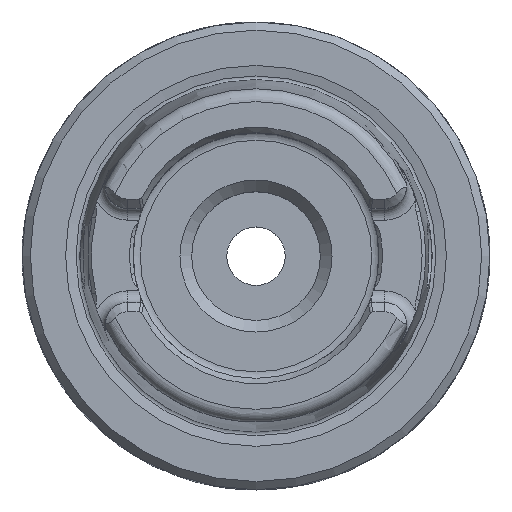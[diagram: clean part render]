
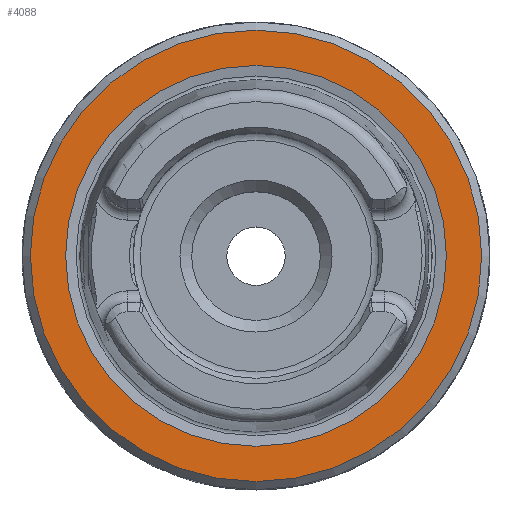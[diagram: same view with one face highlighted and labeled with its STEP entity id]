
A CAD part, top view. The second image highlights one B-rep face of the part: STEP entity #4088.
In plain terms, the highlighted planar face has unit normal (0, 0, 1).
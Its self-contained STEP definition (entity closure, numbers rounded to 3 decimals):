
#143=FACE_BOUND('',#918,.T.);
#214=PLANE('',#4509);
#394=CIRCLE('',#4508,19.3);
#395=CIRCLE('',#4510,16.285);
#676=FACE_OUTER_BOUND('',#917,.T.);
#917=EDGE_LOOP('',(#3818));
#918=EDGE_LOOP('',(#3819));
#1963=VERTEX_POINT('',#9008);
#1964=VERTEX_POINT('',#9012);
#2582=EDGE_CURVE('',#1963,#1963,#394,.T.);
#2584=EDGE_CURVE('',#1964,#1964,#395,.T.);
#3818=ORIENTED_EDGE('',*,*,#2582,.T.);
#3819=ORIENTED_EDGE('',*,*,#2584,.F.);
#4088=ADVANCED_FACE('',(#676,#143),#214,.T.);
#4508=AXIS2_PLACEMENT_3D('',#9009,#5546,#5547);
#4509=AXIS2_PLACEMENT_3D('',#9011,#5549,#5550);
#4510=AXIS2_PLACEMENT_3D('',#9013,#5551,#5552);
#5546=DIRECTION('center_axis',(0.,0.,1.));
#5547=DIRECTION('ref_axis',(1.,0.,0.));
#5549=DIRECTION('center_axis',(0.,0.,1.));
#5550=DIRECTION('ref_axis',(-1.,0.,0.));
#5551=DIRECTION('center_axis',(0.,0.,1.));
#5552=DIRECTION('ref_axis',(1.,0.,0.));
#9008=CARTESIAN_POINT('',(0.,19.3,0.));
#9009=CARTESIAN_POINT('Origin',(0.,0.,0.));
#9011=CARTESIAN_POINT('Origin',(0.,-16.285,0.));
#9012=CARTESIAN_POINT('',(0.,16.285,0.));
#9013=CARTESIAN_POINT('Origin',(0.,0.,0.));
